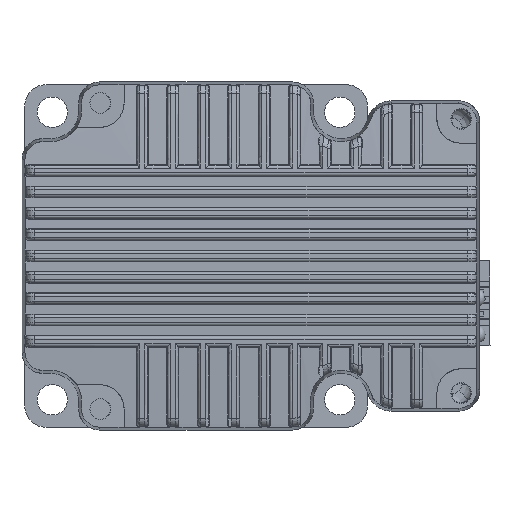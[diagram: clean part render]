
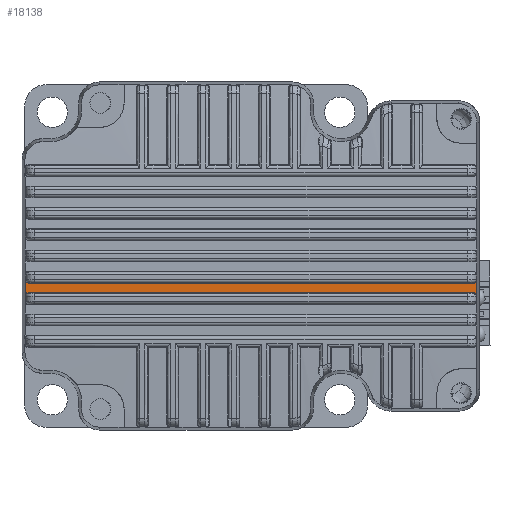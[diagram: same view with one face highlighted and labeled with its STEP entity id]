
A CAD part, front view. The second image highlights one B-rep face of the part: STEP entity #18138.
In plain terms, the highlighted cylindrical face has radius 272.359 mm (diameter 544.717 mm), a partial arc.
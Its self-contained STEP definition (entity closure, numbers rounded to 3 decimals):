
#260 = CARTESIAN_POINT ( 'NONE',  ( 56.647, -108.115, 57.154 ) ) ;
#1079 = CARTESIAN_POINT ( 'NONE',  ( -16.712, -108.084, 55.541 ) ) ;
#2629 = CARTESIAN_POINT ( 'NONE',  ( -17.211, -108.122, 57.6 ) ) ;
#2820 = EDGE_CURVE ( 'NONE', #32335, #17060, #12044, .T. ) ;
#3036 = CARTESIAN_POINT ( 'NONE',  ( 56.386, -108.114, 57.1 ) ) ;
#3114 = CARTESIAN_POINT ( 'NONE',  ( -17.158, -108.079, 55.303 ) ) ;
#3565 = EDGE_CURVE ( 'NONE', #32335, #30208, #31944, .T. ) ;
#4028 = ORIENTED_EDGE ( 'NONE', *, *, #21316, .F. ) ;
#4870 = VERTEX_POINT ( 'NONE', #23607 ) ;
#5787 = LINE ( 'NONE', #7781, #26295 ) ;
#5875 = CARTESIAN_POINT ( 'NONE',  ( -16.844, -108.084, 55.541 ) ) ;
#6715 = CARTESIAN_POINT ( 'NONE',  ( -17.212, -108.073, 55.042 ) ) ;
#7226 = CYLINDRICAL_SURFACE ( 'NONE', #33113, 272.359 ) ;
#7358 = CARTESIAN_POINT ( 'NONE',  ( 56.886, -108.093, 55.894 ) ) ;
#7781 = CARTESIAN_POINT ( 'NONE',  ( 184.931, -108.114, 57.1 ) ) ;
#9965 = CARTESIAN_POINT ( 'NONE',  ( 184.931, -108.084, 55.541 ) ) ;
#10586 = DIRECTION ( 'NONE',  ( -1., 0., 0. ) ) ;
#10880 = CARTESIAN_POINT ( 'NONE',  ( -16.711, -108.114, 57.1 ) ) ;
#11105 = CARTESIAN_POINT ( 'NONE',  ( -17.211, -108.122, 57.6 ) ) ;
#11311 = CARTESIAN_POINT ( 'NONE',  ( 56.886, -108.12, 57.468 ) ) ;
#11656 = CARTESIAN_POINT ( 'NONE',  ( 184.931, 164.208, 61.57 ) ) ;
#11768 = VERTEX_POINT ( 'NONE', #27945 ) ;
#12044 =( BOUNDED_CURVE ( )  B_SPLINE_CURVE ( 3, ( #6715, #23188, #20642, #26234 ),
 .UNSPECIFIED., .F., .F. ) 
 B_SPLINE_CURVE_WITH_KNOTS ( ( 4, 4 ),
 ( 3.118, 3.127 ),
 .UNSPECIFIED. ) 
 CURVE ( )  GEOMETRIC_REPRESENTATION_ITEM ( )  RATIONAL_B_SPLINE_CURVE ( ( 1., 1., 1., 1. ) ) 
 REPRESENTATION_ITEM ( '' )  );
#13065 = EDGE_CURVE ( 'NONE', #31210, #14892, #5787, .T. ) ;
#13402 = CARTESIAN_POINT ( 'NONE',  ( 56.648, -108.083, 55.487 ) ) ;
#13510 = CARTESIAN_POINT ( 'NONE',  ( -16.711, -108.114, 57.1 ) ) ;
#13949 = ORIENTED_EDGE ( 'NONE', *, *, #15996, .T. ) ;
#14459 = DIRECTION ( 'NONE',  ( 0., 0., 1. ) ) ;
#14892 = VERTEX_POINT ( 'NONE', #13510 ) ;
#15996 = EDGE_CURVE ( 'NONE', #30208, #4870, #26120, .T. ) ;
#16208 = CARTESIAN_POINT ( 'NONE',  ( 56.386, -108.084, 55.541 ) ) ;
#16497 = CARTESIAN_POINT ( 'NONE',  ( -16.972, -108.115, 57.154 ) ) ;
#16903 = CARTESIAN_POINT ( 'NONE',  ( 56.831, -108.118, 57.339 ) ) ;
#17060 = VERTEX_POINT ( 'NONE', #11105 ) ;
#17095 = ORIENTED_EDGE ( 'NONE', *, *, #31756, .T. ) ;
#18138 = ADVANCED_FACE ( 'NONE', ( #29508 ), #7226, .T. ) ;
#18704 = VECTOR ( 'NONE', #32292, 1000. ) ;
#19293 = CARTESIAN_POINT ( 'NONE',  ( -17.211, -108.12, 57.468 ) ) ;
#19730 = CARTESIAN_POINT ( 'NONE',  ( 56.518, -108.114, 57.1 ) ) ;
#20642 = CARTESIAN_POINT ( 'NONE',  ( -17.211, -108.11, 56.747 ) ) ;
#21229 = ORIENTED_EDGE ( 'NONE', *, *, #24555, .F. ) ;
#21279 = CARTESIAN_POINT ( 'NONE',  ( 56.886, -108.122, 57.6 ) ) ;
#21316 = EDGE_CURVE ( 'NONE', #32072, #4870, #23082, .T. ) ;
#22603 = CARTESIAN_POINT ( 'NONE',  ( -16.973, -108.083, 55.487 ) ) ;
#22731 = ORIENTED_EDGE ( 'NONE', *, *, #2820, .F. ) ;
#23082 = B_SPLINE_CURVE_WITH_KNOTS ( 'NONE', 3,
 ( #32788, #35583, #30126, #13402, #32905, #16208 ),
 .UNSPECIFIED., .F., .F.,
 ( 4, 2, 4 ),
 ( 0., 0., 0.001 ),
 .UNSPECIFIED. ) ;
#23188 = CARTESIAN_POINT ( 'NONE',  ( -17.211, -108.093, 55.894 ) ) ;
#23607 = CARTESIAN_POINT ( 'NONE',  ( 56.386, -108.084, 55.541 ) ) ;
#24060 = CARTESIAN_POINT ( 'NONE',  ( 56.886, -108.11, 56.747 ) ) ;
#24200 = B_SPLINE_CURVE_WITH_KNOTS ( 'NONE', 3,
 ( #30818, #11311, #16903, #260, #19730, #3036 ),
 .UNSPECIFIED., .F., .F.,
 ( 4, 2, 4 ),
 ( 0., 0., 0.001 ),
 .UNSPECIFIED. ) ;
#24555 = EDGE_CURVE ( 'NONE', #11768, #32072, #30726, .T. ) ;
#24730 = EDGE_CURVE ( 'NONE', #14892, #17060, #31134, .T. ) ;
#25403 = CARTESIAN_POINT ( 'NONE',  ( -16.712, -108.084, 55.541 ) ) ;
#25747 = CARTESIAN_POINT ( 'NONE',  ( -17.212, -108.073, 55.042 ) ) ;
#26120 = LINE ( 'NONE', #9965, #18704 ) ;
#26234 = CARTESIAN_POINT ( 'NONE',  ( -17.211, -108.122, 57.6 ) ) ;
#26295 = VECTOR ( 'NONE', #10586, 1000. ) ;
#26881 = CARTESIAN_POINT ( 'NONE',  ( 56.886, -108.073, 55.042 ) ) ;
#27256 = CARTESIAN_POINT ( 'NONE',  ( 56.886, -108.073, 55.042 ) ) ;
#27610 = CARTESIAN_POINT ( 'NONE',  ( -16.843, -108.114, 57.1 ) ) ;
#27945 = CARTESIAN_POINT ( 'NONE',  ( 56.886, -108.122, 57.6 ) ) ;
#29508 = FACE_OUTER_BOUND ( 'NONE', #32781, .T. ) ;
#30126 = CARTESIAN_POINT ( 'NONE',  ( 56.832, -108.079, 55.303 ) ) ;
#30208 = VERTEX_POINT ( 'NONE', #1079 ) ;
#30699 = CARTESIAN_POINT ( 'NONE',  ( 56.386, -108.114, 57.1 ) ) ;
#30726 =( BOUNDED_CURVE ( )  B_SPLINE_CURVE ( 3, ( #21279, #24060, #7358, #26881 ),
 .UNSPECIFIED., .F., .T. ) 
 B_SPLINE_CURVE_WITH_KNOTS ( ( 4, 4 ),
 ( 0.015, 0.024 ),
 .UNSPECIFIED. ) 
 CURVE ( )  GEOMETRIC_REPRESENTATION_ITEM ( )  RATIONAL_B_SPLINE_CURVE ( ( 1., 1., 1., 1. ) ) 
 REPRESENTATION_ITEM ( '' )  );
#30818 = CARTESIAN_POINT ( 'NONE',  ( 56.886, -108.122, 57.6 ) ) ;
#30841 = ORIENTED_EDGE ( 'NONE', *, *, #13065, .T. ) ;
#31134 = B_SPLINE_CURVE_WITH_KNOTS ( 'NONE', 3,
 ( #10880, #27610, #16497, #35987, #19293, #2629 ),
 .UNSPECIFIED., .F., .F.,
 ( 4, 2, 4 ),
 ( 0., 0., 0.001 ),
 .UNSPECIFIED. ) ;
#31210 = VERTEX_POINT ( 'NONE', #30699 ) ;
#31756 = EDGE_CURVE ( 'NONE', #11768, #31210, #24200, .T. ) ;
#31944 = B_SPLINE_CURVE_WITH_KNOTS ( 'NONE', 3,
 ( #33309, #33671, #3114, #22603, #5875, #25403 ),
 .UNSPECIFIED., .F., .F.,
 ( 4, 2, 4 ),
 ( 0., 0., 0.001 ),
 .UNSPECIFIED. ) ;
#32067 = ORIENTED_EDGE ( 'NONE', *, *, #24730, .T. ) ;
#32072 = VERTEX_POINT ( 'NONE', #27256 ) ;
#32292 = DIRECTION ( 'NONE',  ( 1., 0., 0. ) ) ;
#32335 = VERTEX_POINT ( 'NONE', #25747 ) ;
#32781 = EDGE_LOOP ( 'NONE', ( #22731, #36072, #13949, #4028, #21229, #17095, #30841, #32067 ) ) ;
#32788 = CARTESIAN_POINT ( 'NONE',  ( 56.886, -108.073, 55.042 ) ) ;
#32905 = CARTESIAN_POINT ( 'NONE',  ( 56.518, -108.084, 55.541 ) ) ;
#33113 = AXIS2_PLACEMENT_3D ( 'NONE', #11656, #33946, #14459 ) ;
#33309 = CARTESIAN_POINT ( 'NONE',  ( -17.212, -108.073, 55.042 ) ) ;
#33671 = CARTESIAN_POINT ( 'NONE',  ( -17.212, -108.076, 55.174 ) ) ;
#33946 = DIRECTION ( 'NONE',  ( -1., 0., 0. ) ) ;
#35583 = CARTESIAN_POINT ( 'NONE',  ( 56.886, -108.076, 55.174 ) ) ;
#35987 = CARTESIAN_POINT ( 'NONE',  ( -17.157, -108.118, 57.339 ) ) ;
#36072 = ORIENTED_EDGE ( 'NONE', *, *, #3565, .T. ) ;
